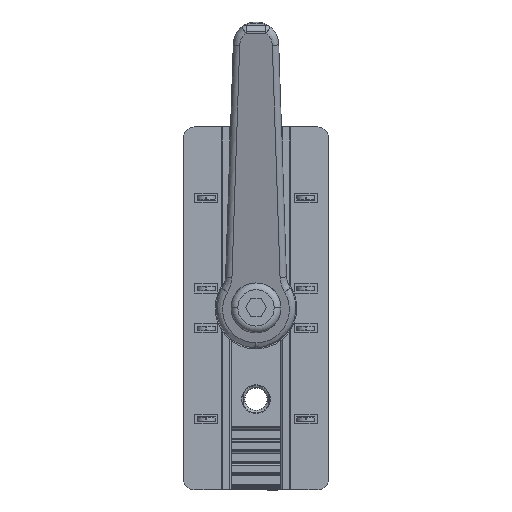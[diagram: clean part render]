
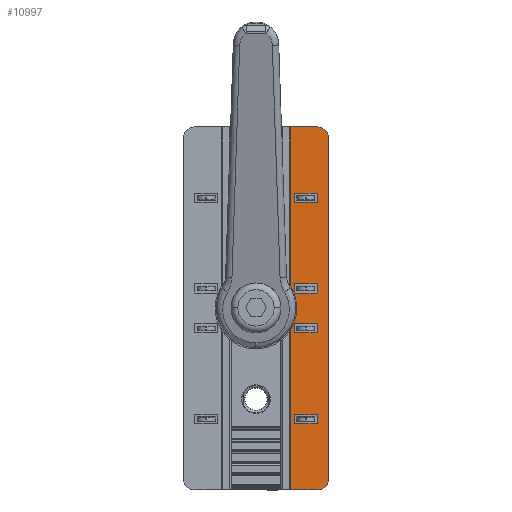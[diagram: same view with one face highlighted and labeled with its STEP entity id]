
A CAD part, top view. The second image highlights one B-rep face of the part: STEP entity #10997.
In plain terms, the highlighted planar face has unit normal (0, 0, 1).
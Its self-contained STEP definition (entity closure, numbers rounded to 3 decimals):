
#447=PLANE('',#11902);
#687=FACE_BOUND('',#3669,.T.);
#688=FACE_BOUND('',#3670,.T.);
#689=FACE_BOUND('',#3671,.T.);
#690=FACE_BOUND('',#3672,.T.);
#973=LINE('',#16987,#1872);
#1010=LINE('',#17378,#1909);
#1027=LINE('',#17550,#1926);
#1028=LINE('',#17552,#1927);
#1029=LINE('',#17555,#1928);
#1030=LINE('',#17557,#1929);
#1031=LINE('',#17559,#1930);
#1032=LINE('',#17560,#1931);
#1033=LINE('',#17563,#1932);
#1034=LINE('',#17565,#1933);
#1035=LINE('',#17567,#1934);
#1036=LINE('',#17568,#1935);
#1037=LINE('',#17571,#1936);
#1038=LINE('',#17573,#1937);
#1039=LINE('',#17575,#1938);
#1040=LINE('',#17576,#1939);
#1041=LINE('',#17579,#1940);
#1042=LINE('',#17581,#1941);
#1043=LINE('',#17583,#1942);
#1044=LINE('',#17584,#1943);
#1872=VECTOR('',#13287,1000.);
#1909=VECTOR('',#13354,1000.);
#1926=VECTOR('',#13419,1000.);
#1927=VECTOR('',#13422,1000.);
#1928=VECTOR('',#13423,1000.);
#1929=VECTOR('',#13424,1000.);
#1930=VECTOR('',#13425,1000.);
#1931=VECTOR('',#13426,1000.);
#1932=VECTOR('',#13427,1000.);
#1933=VECTOR('',#13428,1000.);
#1934=VECTOR('',#13429,1000.);
#1935=VECTOR('',#13430,1000.);
#1936=VECTOR('',#13431,1000.);
#1937=VECTOR('',#13432,1000.);
#1938=VECTOR('',#13433,1000.);
#1939=VECTOR('',#13434,1000.);
#1940=VECTOR('',#13435,1000.);
#1941=VECTOR('',#13436,1000.);
#1942=VECTOR('',#13437,1000.);
#1943=VECTOR('',#13438,1000.);
#2991=FACE_OUTER_BOUND('',#3668,.T.);
#3668=EDGE_LOOP('',(#7951,#7952,#7953,#7954,#7955,#7956));
#3669=EDGE_LOOP('',(#7957,#7958,#7959,#7960));
#3670=EDGE_LOOP('',(#7961,#7962,#7963,#7964));
#3671=EDGE_LOOP('',(#7965,#7966,#7967,#7968));
#3672=EDGE_LOOP('',(#7969,#7970,#7971,#7972));
#4406=CIRCLE('',#11903,2.5);
#4407=CIRCLE('',#11904,2.5);
#5012=VERTEX_POINT('',#16984);
#5013=VERTEX_POINT('',#16986);
#5057=VERTEX_POINT('',#17375);
#5058=VERTEX_POINT('',#17377);
#5081=VERTEX_POINT('',#17547);
#5082=VERTEX_POINT('',#17549);
#5083=VERTEX_POINT('',#17553);
#5084=VERTEX_POINT('',#17554);
#5085=VERTEX_POINT('',#17556);
#5086=VERTEX_POINT('',#17558);
#5087=VERTEX_POINT('',#17561);
#5088=VERTEX_POINT('',#17562);
#5089=VERTEX_POINT('',#17564);
#5090=VERTEX_POINT('',#17566);
#5091=VERTEX_POINT('',#17569);
#5092=VERTEX_POINT('',#17570);
#5093=VERTEX_POINT('',#17572);
#5094=VERTEX_POINT('',#17574);
#5095=VERTEX_POINT('',#17577);
#5096=VERTEX_POINT('',#17578);
#5097=VERTEX_POINT('',#17580);
#5098=VERTEX_POINT('',#17582);
#6079=EDGE_CURVE('',#5013,#5012,#973,.T.);
#6134=EDGE_CURVE('',#5058,#5057,#1010,.T.);
#6167=EDGE_CURVE('',#5081,#5057,#4406,.T.);
#6168=EDGE_CURVE('',#5082,#5081,#1027,.T.);
#6169=EDGE_CURVE('',#5013,#5082,#4407,.T.);
#6170=EDGE_CURVE('',#5058,#5012,#1028,.T.);
#6171=EDGE_CURVE('',#5083,#5084,#1029,.T.);
#6172=EDGE_CURVE('',#5085,#5083,#1030,.T.);
#6173=EDGE_CURVE('',#5086,#5085,#1031,.T.);
#6174=EDGE_CURVE('',#5084,#5086,#1032,.T.);
#6175=EDGE_CURVE('',#5087,#5088,#1033,.T.);
#6176=EDGE_CURVE('',#5089,#5087,#1034,.T.);
#6177=EDGE_CURVE('',#5090,#5089,#1035,.T.);
#6178=EDGE_CURVE('',#5088,#5090,#1036,.T.);
#6179=EDGE_CURVE('',#5091,#5092,#1037,.T.);
#6180=EDGE_CURVE('',#5093,#5091,#1038,.T.);
#6181=EDGE_CURVE('',#5094,#5093,#1039,.T.);
#6182=EDGE_CURVE('',#5092,#5094,#1040,.T.);
#6183=EDGE_CURVE('',#5095,#5096,#1041,.T.);
#6184=EDGE_CURVE('',#5097,#5095,#1042,.T.);
#6185=EDGE_CURVE('',#5098,#5097,#1043,.T.);
#6186=EDGE_CURVE('',#5096,#5098,#1044,.T.);
#7951=ORIENTED_EDGE('',*,*,#6167,.F.);
#7952=ORIENTED_EDGE('',*,*,#6168,.F.);
#7953=ORIENTED_EDGE('',*,*,#6169,.F.);
#7954=ORIENTED_EDGE('',*,*,#6079,.T.);
#7955=ORIENTED_EDGE('',*,*,#6170,.F.);
#7956=ORIENTED_EDGE('',*,*,#6134,.T.);
#7957=ORIENTED_EDGE('',*,*,#6171,.F.);
#7958=ORIENTED_EDGE('',*,*,#6172,.F.);
#7959=ORIENTED_EDGE('',*,*,#6173,.F.);
#7960=ORIENTED_EDGE('',*,*,#6174,.F.);
#7961=ORIENTED_EDGE('',*,*,#6175,.F.);
#7962=ORIENTED_EDGE('',*,*,#6176,.F.);
#7963=ORIENTED_EDGE('',*,*,#6177,.F.);
#7964=ORIENTED_EDGE('',*,*,#6178,.F.);
#7965=ORIENTED_EDGE('',*,*,#6179,.F.);
#7966=ORIENTED_EDGE('',*,*,#6180,.F.);
#7967=ORIENTED_EDGE('',*,*,#6181,.F.);
#7968=ORIENTED_EDGE('',*,*,#6182,.F.);
#7969=ORIENTED_EDGE('',*,*,#6183,.F.);
#7970=ORIENTED_EDGE('',*,*,#6184,.F.);
#7971=ORIENTED_EDGE('',*,*,#6185,.F.);
#7972=ORIENTED_EDGE('',*,*,#6186,.F.);
#10997=ADVANCED_FACE('',(#2991,#687,#688,#689,#690),#447,.F.);
#11902=AXIS2_PLACEMENT_3D('',#17546,#13415,#13416);
#11903=AXIS2_PLACEMENT_3D('',#17548,#13417,#13418);
#11904=AXIS2_PLACEMENT_3D('',#17551,#13420,#13421);
#13287=DIRECTION('',(-1.,0.,0.));
#13354=DIRECTION('',(1.,0.,0.));
#13415=DIRECTION('center_axis',(0.,0.,
-1.));
#13416=DIRECTION('ref_axis',(0.,1.,0.));
#13417=DIRECTION('center_axis',(0.,0.,-1.));
#13418=DIRECTION('ref_axis',(-1.,0.,0.));
#13419=DIRECTION('',(0.,-1.,0.));
#13420=DIRECTION('center_axis',(0.,0.,-1.));
#13421=DIRECTION('ref_axis',(1.,0.,0.));
#13422=DIRECTION('',(0.,1.,0.));
#13423=DIRECTION('',(-1.,0.,0.));
#13424=DIRECTION('',(0.,1.,0.));
#13425=DIRECTION('',(1.,0.,0.));
#13426=DIRECTION('',(0.,-1.,0.));
#13427=DIRECTION('',(-1.,0.,0.));
#13428=DIRECTION('',(0.,1.,0.));
#13429=DIRECTION('',(1.,0.,0.));
#13430=DIRECTION('',(0.,-1.,0.));
#13431=DIRECTION('',(-1.,0.,0.));
#13432=DIRECTION('',(0.,1.,0.));
#13433=DIRECTION('',(1.,0.,0.));
#13434=DIRECTION('',(0.,-1.,0.));
#13435=DIRECTION('',(-1.,0.,0.));
#13436=DIRECTION('',(0.,1.,0.));
#13437=DIRECTION('',(1.,0.,0.));
#13438=DIRECTION('',(0.,-1.,0.));
#16984=CARTESIAN_POINT('',(7.6,40.,2.7));
#16986=CARTESIAN_POINT('',(13.5,40.,2.7));
#16987=CARTESIAN_POINT('',(0.,40.,2.7));
#17375=CARTESIAN_POINT('',(13.5,-40.,2.7));
#17377=CARTESIAN_POINT('',(7.6,-40.,2.7));
#17378=CARTESIAN_POINT('',(0.,-40.,2.7));
#17546=CARTESIAN_POINT('Origin',(7.5,40.,2.7));
#17547=CARTESIAN_POINT('',(15.9,-38.2,2.7));
#17548=CARTESIAN_POINT('Origin',(13.5,-37.5,2.7));
#17549=CARTESIAN_POINT('',(15.9,38.2,2.7));
#17550=CARTESIAN_POINT('',(15.9,40.,2.7));
#17551=CARTESIAN_POINT('Origin',(13.5,37.5,2.7));
#17552=CARTESIAN_POINT('',(7.6,40.,2.7));
#17553=CARTESIAN_POINT('',(13.5,-23.4,2.7));
#17554=CARTESIAN_POINT('',(8.5,-23.4,2.7));
#17555=CARTESIAN_POINT('',(7.5,-23.4,2.7));
#17556=CARTESIAN_POINT('',(13.5,-25.4,2.7));
#17557=CARTESIAN_POINT('',(13.5,40.,2.7));
#17558=CARTESIAN_POINT('',(8.5,-25.4,2.7));
#17559=CARTESIAN_POINT('',(7.5,-25.4,2.7));
#17560=CARTESIAN_POINT('',(8.5,40.,2.7));
#17561=CARTESIAN_POINT('',(13.5,25.4,2.7));
#17562=CARTESIAN_POINT('',(8.5,25.4,2.7));
#17563=CARTESIAN_POINT('',(7.5,25.4,2.7));
#17564=CARTESIAN_POINT('',(13.5,23.4,2.7));
#17565=CARTESIAN_POINT('',(13.5,40.,2.7));
#17566=CARTESIAN_POINT('',(8.5,23.4,2.7));
#17567=CARTESIAN_POINT('',(7.5,23.4,2.7));
#17568=CARTESIAN_POINT('',(8.5,40.,2.7));
#17569=CARTESIAN_POINT('',(13.5,-3.4,2.7));
#17570=CARTESIAN_POINT('',(8.5,-3.4,2.7));
#17571=CARTESIAN_POINT('',(7.5,-3.4,2.7));
#17572=CARTESIAN_POINT('',(13.5,-5.4,2.7));
#17573=CARTESIAN_POINT('',(13.5,40.,2.7));
#17574=CARTESIAN_POINT('',(8.5,-5.4,2.7));
#17575=CARTESIAN_POINT('',(7.5,-5.4,2.7));
#17576=CARTESIAN_POINT('',(8.5,40.,2.7));
#17577=CARTESIAN_POINT('',(13.5,5.4,2.7));
#17578=CARTESIAN_POINT('',(8.5,5.4,2.7));
#17579=CARTESIAN_POINT('',(7.5,5.4,2.7));
#17580=CARTESIAN_POINT('',(13.5,3.4,2.7));
#17581=CARTESIAN_POINT('',(13.5,40.,2.7));
#17582=CARTESIAN_POINT('',(8.5,3.4,2.7));
#17583=CARTESIAN_POINT('',(7.5,3.4,2.7));
#17584=CARTESIAN_POINT('',(8.5,40.,2.7));
